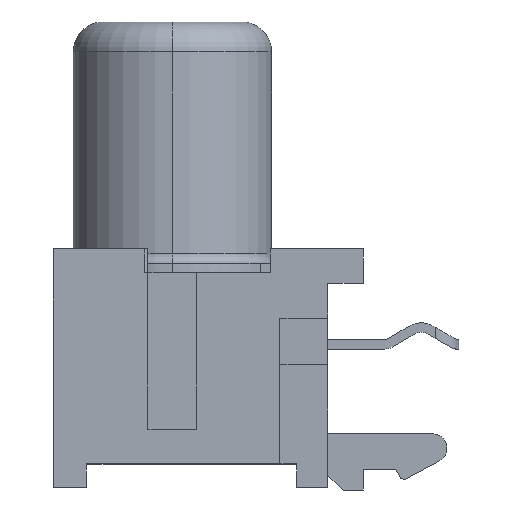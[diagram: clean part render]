
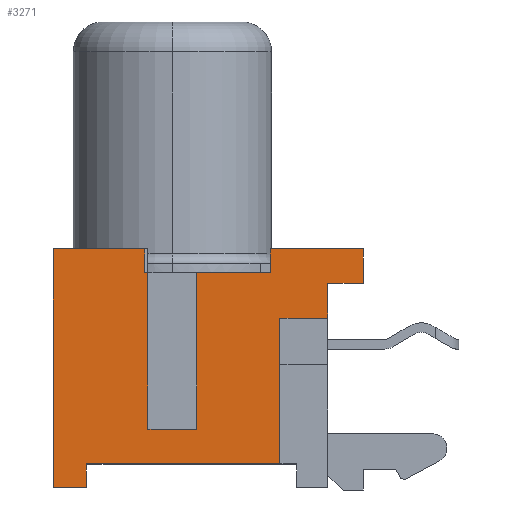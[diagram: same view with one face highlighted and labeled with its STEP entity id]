
A CAD part, left-side view. The second image highlights one B-rep face of the part: STEP entity #3271.
In plain terms, the highlighted planar face has unit normal (-1, 0, 0).
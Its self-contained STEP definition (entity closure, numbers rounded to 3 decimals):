
#231 = DIRECTION ( 'NONE',  ( 0., 0., -1. ) ) ;
#234 = CARTESIAN_POINT ( 'NONE',  ( -5., 2., -9. ) ) ;
#274 = CARTESIAN_POINT ( 'NONE',  ( -5., 2., -9. ) ) ;
#313 = CARTESIAN_POINT ( 'NONE',  ( -5., 10.1, -9. ) ) ;
#334 = DIRECTION ( 'NONE',  ( 0., -1., 0. ) ) ;
#335 = CARTESIAN_POINT ( 'NONE',  ( -5., 0., -9. ) ) ;
#384 = DIRECTION ( 'NONE',  ( 0., 0., 1. ) ) ;
#387 = CARTESIAN_POINT ( 'NONE',  ( -5., 5.475, -7.55 ) ) ;
#501 = CARTESIAN_POINT ( 'NONE',  ( -5., 7.655, -1. ) ) ;
#509 = DIRECTION ( 'NONE',  ( 0., 0., 1. ) ) ;
#510 = CARTESIAN_POINT ( 'NONE',  ( -5., 7.655, -1. ) ) ;
#516 = DIRECTION ( 'NONE',  ( 0., -1., 0. ) ) ;
#571 = DIRECTION ( 'NONE',  ( 0., 0., -1. ) ) ;
#581 = CARTESIAN_POINT ( 'NONE',  ( -5., 10.1, -9. ) ) ;
#693 = CARTESIAN_POINT ( 'NONE',  ( -5., 0., -10. ) ) ;
#699 = DIRECTION ( 'NONE',  ( 0., -1., 0. ) ) ;
#727 = DIRECTION ( 'NONE',  ( 0., -1., 0. ) ) ;
#739 = CARTESIAN_POINT ( 'NONE',  ( -5., 2., -2.9 ) ) ;
#856 = EDGE_CURVE ( 'NONE', #4763, #4785, #4930, .T. ) ;
#877 = EDGE_CURVE ( 'NONE', #4787, #4785, #4964, .T. ) ;
#882 = EDGE_CURVE ( 'NONE', #4820, #4818, #4977, .T. ) ;
#1070 = DIRECTION ( 'NONE',  ( 0., 1., 0. ) ) ;
#1113 = CARTESIAN_POINT ( 'NONE',  ( -5., -1.5, -1.45 ) ) ;
#1123 = CARTESIAN_POINT ( 'NONE',  ( -5., 7.655, -1. ) ) ;
#1148 = CARTESIAN_POINT ( 'NONE',  ( -5., 0., -10. ) ) ;
#1155 = DIRECTION ( 'NONE',  ( 0., 0., 1. ) ) ;
#1168 = DIRECTION ( 'NONE',  ( 0., -1., 0. ) ) ;
#1458 = ORIENTED_EDGE ( 'NONE', *, *, #3417, .F. ) ;
#1517 = ORIENTED_EDGE ( 'NONE', *, *, #3374, .F. ) ;
#1519 = ORIENTED_EDGE ( 'NONE', *, *, #3569, .T. ) ;
#1580 = ORIENTED_EDGE ( 'NONE', *, *, #856, .F. ) ;
#1581 = ORIENTED_EDGE ( 'NONE', *, *, #3400, .T. ) ;
#1617 = EDGE_LOOP ( 'NONE', ( #1627, #1733, #1580, #1517, #1766, #1734, #1632, #1744, #1738, #1581, #1628, #1519, #1458, #1712, #4519, #5300, #4585, #5199 ) ) ;
#1627 = ORIENTED_EDGE ( 'NONE', *, *, #3503, .T. ) ;
#1628 = ORIENTED_EDGE ( 'NONE', *, *, #3576, .F. ) ;
#1632 = ORIENTED_EDGE ( 'NONE', *, *, #882, .F. ) ;
#1712 = ORIENTED_EDGE ( 'NONE', *, *, #3318, .F. ) ;
#1733 = ORIENTED_EDGE ( 'NONE', *, *, #877, .T. ) ;
#1734 = ORIENTED_EDGE ( 'NONE', *, *, #3376, .F. ) ;
#1738 = ORIENTED_EDGE ( 'NONE', *, *, #3321, .F. ) ;
#1744 = ORIENTED_EDGE ( 'NONE', *, *, #3615, .F. ) ;
#1766 = ORIENTED_EDGE ( 'NONE', *, *, #3367, .F. ) ;
#1860 = DIRECTION ( 'NONE',  ( 0., -1., 0. ) ) ;
#1861 = CARTESIAN_POINT ( 'NONE',  ( -5., 0., 0. ) ) ;
#1912 = DIRECTION ( 'NONE',  ( 0., 0., 1. ) ) ;
#1920 = CARTESIAN_POINT ( 'NONE',  ( -5., 7.525, -7.55 ) ) ;
#1968 = DIRECTION ( 'NONE',  ( 0., 0., 1. ) ) ;
#1970 = CARTESIAN_POINT ( 'NONE',  ( -5., 2.4, -1. ) ) ;
#1973 = DIRECTION ( 'NONE',  ( 0., 0., -1. ) ) ;
#1976 = CARTESIAN_POINT ( 'NONE',  ( -5., -1.5, -1.45 ) ) ;
#1994 = DIRECTION ( 'NONE',  ( 0., -1., 0. ) ) ;
#1995 = CARTESIAN_POINT ( 'NONE',  ( -5., 0., 0. ) ) ;
#2151 = DIRECTION ( 'NONE',  ( 0., -1., 0. ) ) ;
#2152 = CARTESIAN_POINT ( 'NONE',  ( -5., 7.525, -7.55 ) ) ;
#2164 = DIRECTION ( 'NONE',  ( 0., 0., 1. ) ) ;
#2171 = CARTESIAN_POINT ( 'NONE',  ( -5., 11.5, -10. ) ) ;
#2299 = DIRECTION ( 'NONE',  ( 0., -1., 0. ) ) ;
#2302 = DIRECTION ( 'NONE',  ( -1., 0., 0. ) ) ;
#2303 = CARTESIAN_POINT ( 'NONE',  ( -5., 0., -10. ) ) ;
#2327 = PLANE ( 'NONE',  #3967 ) ;
#2651 = FACE_OUTER_BOUND ( 'NONE', #1617, .T. ) ;
#2783 = LINE ( 'NONE', #2171, #2789 ) ;
#2789 = VECTOR ( 'NONE', #2164, 1000. ) ;
#2792 = LINE ( 'NONE', #2152, #2795 ) ;
#2795 = VECTOR ( 'NONE', #2151, 1000. ) ;
#2875 = LINE ( 'NONE', #1995, #2878 ) ;
#2878 = VECTOR ( 'NONE', #1994, 1000. ) ;
#2887 = LINE ( 'NONE', #1976, #2890 ) ;
#2890 = VECTOR ( 'NONE', #1973, 1000. ) ;
#2891 = LINE ( 'NONE', #1970, #2894 ) ;
#2894 = VECTOR ( 'NONE', #1968, 1000. ) ;
#2933 = LINE ( 'NONE', #1920, #2935 ) ;
#2935 = VECTOR ( 'NONE', #1912, 1000. ) ;
#2962 = LINE ( 'NONE', #1861, #2965 ) ;
#2965 = VECTOR ( 'NONE', #1860, 1000. ) ;
#3027 = CARTESIAN_POINT ( 'NONE',  ( -5., 11.5, 0. ) ) ;
#3029 = CARTESIAN_POINT ( 'NONE',  ( -5., 7.525, -7.55 ) ) ;
#3032 = CARTESIAN_POINT ( 'NONE',  ( -5., -1.5, 0. ) ) ;
#3033 = CARTESIAN_POINT ( 'NONE',  ( -5., -1.5, -1.45 ) ) ;
#3034 = CARTESIAN_POINT ( 'NONE',  ( -5., 5.475, -7.55 ) ) ;
#3038 = CARTESIAN_POINT ( 'NONE',  ( -5., 2.4, 0. ) ) ;
#3041 = CARTESIAN_POINT ( 'NONE',  ( -5., 7.655, 0. ) ) ;
#3045 = CARTESIAN_POINT ( 'NONE',  ( -5., 2., -2.9 ) ) ;
#3055 = CARTESIAN_POINT ( 'NONE',  ( -5., 0., -1.45 ) ) ;
#3057 = CARTESIAN_POINT ( 'NONE',  ( -5., 0., -2.9 ) ) ;
#3072 = CARTESIAN_POINT ( 'NONE',  ( -5., 10.1, -10. ) ) ;
#3073 = CARTESIAN_POINT ( 'NONE',  ( -5., 11.5, -10. ) ) ;
#3088 = CARTESIAN_POINT ( 'NONE',  ( -5., 2.4, -1. ) ) ;
#3090 = CARTESIAN_POINT ( 'NONE',  ( -5., 5.475, -1. ) ) ;
#3095 = CARTESIAN_POINT ( 'NONE',  ( -5., 7.655, -1. ) ) ;
#3101 = CARTESIAN_POINT ( 'NONE',  ( -5., 7.525, -1. ) ) ;
#3271 = ADVANCED_FACE ( 'NONE', ( #2651 ), #2327, .T. ) ;
#3318 = EDGE_CURVE ( 'NONE', #4803, #4757, #2783, .T. ) ;
#3321 = EDGE_CURVE ( 'NONE', #4759, #4764, #2792, .T. ) ;
#3367 = EDGE_CURVE ( 'NONE', #4768, #4762, #2875, .T. ) ;
#3374 = EDGE_CURVE ( 'NONE', #4762, #4763, #2887, .T. ) ;
#3376 = EDGE_CURVE ( 'NONE', #4818, #4768, #2891, .T. ) ;
#3400 = EDGE_CURVE ( 'NONE', #4759, #4831, #2933, .T. ) ;
#3417 = EDGE_CURVE ( 'NONE', #4757, #4771, #2962, .T. ) ;
#3489 = EDGE_CURVE ( 'NONE', #4775, #4647, #5223, .T. ) ;
#3503 = EDGE_CURVE ( 'NONE', #4775, #4787, #5248, .T. ) ;
#3517 = EDGE_CURVE ( 'NONE', #4803, #4802, #5272, .T. ) ;
#3549 = EDGE_CURVE ( 'NONE', #4618, #4802, #5315, .T. ) ;
#3569 = EDGE_CURVE ( 'NONE', #4825, #4771, #5366, .T. ) ;
#3576 = EDGE_CURVE ( 'NONE', #4825, #4831, #5380, .T. ) ;
#3615 = EDGE_CURVE ( 'NONE', #4764, #4820, #5451, .T. ) ;
#3623 = EDGE_CURVE ( 'NONE', #4618, #4647, #5465, .T. ) ;
#3967 = AXIS2_PLACEMENT_3D ( 'NONE', #2303, #2302, #2299 ) ;
#4519 = ORIENTED_EDGE ( 'NONE', *, *, #3517, .T. ) ;
#4585 = ORIENTED_EDGE ( 'NONE', *, *, #3623, .T. ) ;
#4618 = VERTEX_POINT ( 'NONE', #313 ) ;
#4647 = VERTEX_POINT ( 'NONE', #274 ) ;
#4757 = VERTEX_POINT ( 'NONE', #3027 ) ;
#4759 = VERTEX_POINT ( 'NONE', #3029 ) ;
#4762 = VERTEX_POINT ( 'NONE', #3032 ) ;
#4763 = VERTEX_POINT ( 'NONE', #3033 ) ;
#4764 = VERTEX_POINT ( 'NONE', #3034 ) ;
#4768 = VERTEX_POINT ( 'NONE', #3038 ) ;
#4771 = VERTEX_POINT ( 'NONE', #3041 ) ;
#4775 = VERTEX_POINT ( 'NONE', #3045 ) ;
#4785 = VERTEX_POINT ( 'NONE', #3055 ) ;
#4787 = VERTEX_POINT ( 'NONE', #3057 ) ;
#4802 = VERTEX_POINT ( 'NONE', #3072 ) ;
#4803 = VERTEX_POINT ( 'NONE', #3073 ) ;
#4818 = VERTEX_POINT ( 'NONE', #3088 ) ;
#4820 = VERTEX_POINT ( 'NONE', #3090 ) ;
#4825 = VERTEX_POINT ( 'NONE', #3095 ) ;
#4831 = VERTEX_POINT ( 'NONE', #3101 ) ;
#4930 = LINE ( 'NONE', #1113, #4934 ) ;
#4934 = VECTOR ( 'NONE', #1070, 1000. ) ;
#4964 = LINE ( 'NONE', #1148, #4970 ) ;
#4970 = VECTOR ( 'NONE', #1155, 1000. ) ;
#4977 = LINE ( 'NONE', #1123, #4980 ) ;
#4980 = VECTOR ( 'NONE', #1168, 1000. ) ;
#5199 = ORIENTED_EDGE ( 'NONE', *, *, #3489, .F. ) ;
#5223 = LINE ( 'NONE', #234, #5226 ) ;
#5226 = VECTOR ( 'NONE', #231, 1000. ) ;
#5248 = LINE ( 'NONE', #739, #5253 ) ;
#5253 = VECTOR ( 'NONE', #727, 1000. ) ;
#5272 = LINE ( 'NONE', #693, #5274 ) ;
#5274 = VECTOR ( 'NONE', #699, 1000. ) ;
#5300 = ORIENTED_EDGE ( 'NONE', *, *, #3549, .F. ) ;
#5315 = LINE ( 'NONE', #581, #5333 ) ;
#5333 = VECTOR ( 'NONE', #571, 1000. ) ;
#5366 = LINE ( 'NONE', #510, #5369 ) ;
#5369 = VECTOR ( 'NONE', #509, 1000. ) ;
#5380 = LINE ( 'NONE', #501, #5382 ) ;
#5382 = VECTOR ( 'NONE', #516, 1000. ) ;
#5451 = LINE ( 'NONE', #387, #5453 ) ;
#5453 = VECTOR ( 'NONE', #384, 1000. ) ;
#5465 = LINE ( 'NONE', #335, #5468 ) ;
#5468 = VECTOR ( 'NONE', #334, 1000. ) ;
